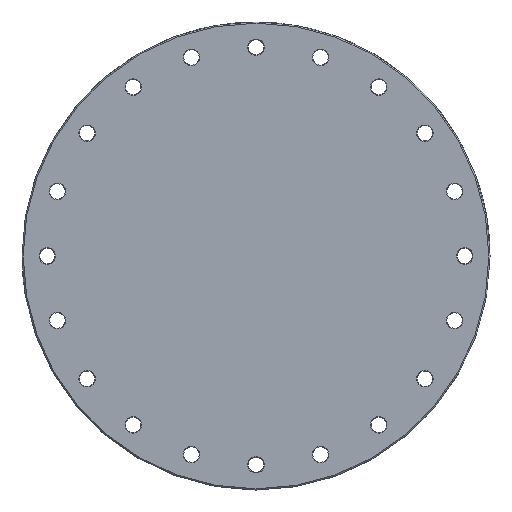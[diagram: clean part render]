
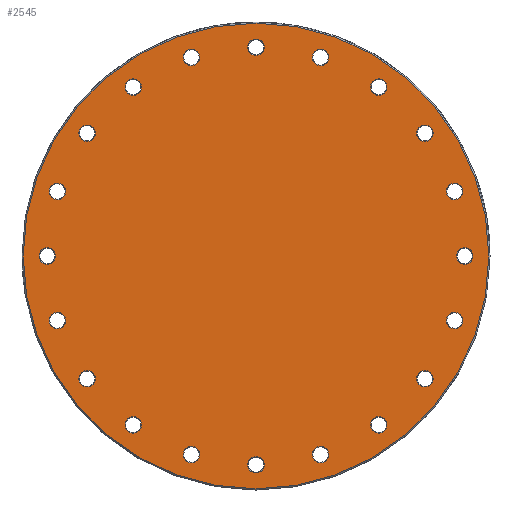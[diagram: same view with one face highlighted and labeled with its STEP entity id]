
A CAD part, front view. The second image highlights one B-rep face of the part: STEP entity #2545.
In plain terms, the highlighted planar face has unit normal (0, -1, 0).
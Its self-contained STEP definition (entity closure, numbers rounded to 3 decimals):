
#421=PLANE('',#2733);
#456=FACE_BOUND('',#739,.T.);
#457=FACE_BOUND('',#740,.T.);
#458=FACE_BOUND('',#741,.T.);
#459=FACE_BOUND('',#742,.T.);
#460=FACE_BOUND('',#743,.T.);
#461=FACE_BOUND('',#744,.T.);
#462=FACE_BOUND('',#745,.T.);
#463=FACE_BOUND('',#746,.T.);
#464=FACE_BOUND('',#747,.T.);
#465=FACE_BOUND('',#748,.T.);
#466=FACE_BOUND('',#749,.T.);
#467=FACE_BOUND('',#750,.T.);
#468=FACE_BOUND('',#751,.T.);
#469=FACE_BOUND('',#752,.T.);
#470=FACE_BOUND('',#753,.T.);
#471=FACE_BOUND('',#754,.T.);
#472=FACE_BOUND('',#755,.T.);
#473=FACE_BOUND('',#756,.T.);
#474=FACE_BOUND('',#757,.T.);
#475=FACE_BOUND('',#758,.T.);
#571=FACE_OUTER_BOUND('',#738,.T.);
#738=EDGE_LOOP('',(#1791));
#739=EDGE_LOOP('',(#1792));
#740=EDGE_LOOP('',(#1793));
#741=EDGE_LOOP('',(#1794));
#742=EDGE_LOOP('',(#1795));
#743=EDGE_LOOP('',(#1796));
#744=EDGE_LOOP('',(#1797));
#745=EDGE_LOOP('',(#1798));
#746=EDGE_LOOP('',(#1799));
#747=EDGE_LOOP('',(#1800));
#748=EDGE_LOOP('',(#1801));
#749=EDGE_LOOP('',(#1802));
#750=EDGE_LOOP('',(#1803));
#751=EDGE_LOOP('',(#1804));
#752=EDGE_LOOP('',(#1805));
#753=EDGE_LOOP('',(#1806));
#754=EDGE_LOOP('',(#1807));
#755=EDGE_LOOP('',(#1808));
#756=EDGE_LOOP('',(#1809));
#757=EDGE_LOOP('',(#1810));
#758=EDGE_LOOP('',(#1811));
#1017=CIRCLE('',#2731,101.);
#1019=CIRCLE('',#2734,3.574);
#1020=CIRCLE('',#2735,3.574);
#1021=CIRCLE('',#2736,3.574);
#1022=CIRCLE('',#2737,3.574);
#1023=CIRCLE('',#2738,3.574);
#1024=CIRCLE('',#2739,3.574);
#1025=CIRCLE('',#2740,3.574);
#1026=CIRCLE('',#2741,3.574);
#1027=CIRCLE('',#2742,3.574);
#1028=CIRCLE('',#2743,3.574);
#1029=CIRCLE('',#2744,3.574);
#1030=CIRCLE('',#2745,3.574);
#1031=CIRCLE('',#2746,3.574);
#1032=CIRCLE('',#2747,3.574);
#1033=CIRCLE('',#2748,3.574);
#1034=CIRCLE('',#2749,3.574);
#1035=CIRCLE('',#2750,3.574);
#1036=CIRCLE('',#2751,3.574);
#1037=CIRCLE('',#2752,3.574);
#1038=CIRCLE('',#2753,3.573);
#1168=VERTEX_POINT('',#3641);
#1170=VERTEX_POINT('',#3646);
#1171=VERTEX_POINT('',#3648);
#1172=VERTEX_POINT('',#3650);
#1173=VERTEX_POINT('',#3652);
#1174=VERTEX_POINT('',#3654);
#1175=VERTEX_POINT('',#3656);
#1176=VERTEX_POINT('',#3658);
#1177=VERTEX_POINT('',#3660);
#1178=VERTEX_POINT('',#3662);
#1179=VERTEX_POINT('',#3664);
#1180=VERTEX_POINT('',#3666);
#1181=VERTEX_POINT('',#3668);
#1182=VERTEX_POINT('',#3670);
#1183=VERTEX_POINT('',#3672);
#1184=VERTEX_POINT('',#3674);
#1185=VERTEX_POINT('',#3676);
#1186=VERTEX_POINT('',#3678);
#1187=VERTEX_POINT('',#3680);
#1188=VERTEX_POINT('',#3682);
#1189=VERTEX_POINT('',#3684);
#1434=EDGE_CURVE('',#1168,#1168,#1017,.T.);
#1436=EDGE_CURVE('',#1170,#1170,#1019,.T.);
#1437=EDGE_CURVE('',#1171,#1171,#1020,.T.);
#1438=EDGE_CURVE('',#1172,#1172,#1021,.T.);
#1439=EDGE_CURVE('',#1173,#1173,#1022,.T.);
#1440=EDGE_CURVE('',#1174,#1174,#1023,.T.);
#1441=EDGE_CURVE('',#1175,#1175,#1024,.T.);
#1442=EDGE_CURVE('',#1176,#1176,#1025,.T.);
#1443=EDGE_CURVE('',#1177,#1177,#1026,.T.);
#1444=EDGE_CURVE('',#1178,#1178,#1027,.T.);
#1445=EDGE_CURVE('',#1179,#1179,#1028,.T.);
#1446=EDGE_CURVE('',#1180,#1180,#1029,.T.);
#1447=EDGE_CURVE('',#1181,#1181,#1030,.T.);
#1448=EDGE_CURVE('',#1182,#1182,#1031,.T.);
#1449=EDGE_CURVE('',#1183,#1183,#1032,.T.);
#1450=EDGE_CURVE('',#1184,#1184,#1033,.T.);
#1451=EDGE_CURVE('',#1185,#1185,#1034,.T.);
#1452=EDGE_CURVE('',#1186,#1186,#1035,.T.);
#1453=EDGE_CURVE('',#1187,#1187,#1036,.T.);
#1454=EDGE_CURVE('',#1188,#1188,#1037,.T.);
#1455=EDGE_CURVE('',#1189,#1189,#1038,.T.);
#1791=ORIENTED_EDGE('',*,*,#1434,.F.);
#1792=ORIENTED_EDGE('',*,*,#1436,.F.);
#1793=ORIENTED_EDGE('',*,*,#1437,.F.);
#1794=ORIENTED_EDGE('',*,*,#1438,.F.);
#1795=ORIENTED_EDGE('',*,*,#1439,.F.);
#1796=ORIENTED_EDGE('',*,*,#1440,.F.);
#1797=ORIENTED_EDGE('',*,*,#1441,.F.);
#1798=ORIENTED_EDGE('',*,*,#1442,.F.);
#1799=ORIENTED_EDGE('',*,*,#1443,.F.);
#1800=ORIENTED_EDGE('',*,*,#1444,.F.);
#1801=ORIENTED_EDGE('',*,*,#1445,.F.);
#1802=ORIENTED_EDGE('',*,*,#1446,.F.);
#1803=ORIENTED_EDGE('',*,*,#1447,.F.);
#1804=ORIENTED_EDGE('',*,*,#1448,.F.);
#1805=ORIENTED_EDGE('',*,*,#1449,.F.);
#1806=ORIENTED_EDGE('',*,*,#1450,.F.);
#1807=ORIENTED_EDGE('',*,*,#1451,.F.);
#1808=ORIENTED_EDGE('',*,*,#1452,.F.);
#1809=ORIENTED_EDGE('',*,*,#1453,.F.);
#1810=ORIENTED_EDGE('',*,*,#1454,.F.);
#1811=ORIENTED_EDGE('',*,*,#1455,.F.);
#2545=ADVANCED_FACE('',(#571,#456,#457,#458,#459,#460,#461,#462,#463,#464,
#465,#466,#467,#468,#469,#470,#471,#472,#473,#474,#475),#421,.T.);
#2731=AXIS2_PLACEMENT_3D('',#3642,#2998,#2999);
#2733=AXIS2_PLACEMENT_3D('',#3645,#3002,#3003);
#2734=AXIS2_PLACEMENT_3D('',#3647,#3004,#3005);
#2735=AXIS2_PLACEMENT_3D('',#3649,#3006,#3007);
#2736=AXIS2_PLACEMENT_3D('',#3651,#3008,#3009);
#2737=AXIS2_PLACEMENT_3D('',#3653,#3010,#3011);
#2738=AXIS2_PLACEMENT_3D('',#3655,#3012,#3013);
#2739=AXIS2_PLACEMENT_3D('',#3657,#3014,#3015);
#2740=AXIS2_PLACEMENT_3D('',#3659,#3016,#3017);
#2741=AXIS2_PLACEMENT_3D('',#3661,#3018,#3019);
#2742=AXIS2_PLACEMENT_3D('',#3663,#3020,#3021);
#2743=AXIS2_PLACEMENT_3D('',#3665,#3022,#3023);
#2744=AXIS2_PLACEMENT_3D('',#3667,#3024,#3025);
#2745=AXIS2_PLACEMENT_3D('',#3669,#3026,#3027);
#2746=AXIS2_PLACEMENT_3D('',#3671,#3028,#3029);
#2747=AXIS2_PLACEMENT_3D('',#3673,#3030,#3031);
#2748=AXIS2_PLACEMENT_3D('',#3675,#3032,#3033);
#2749=AXIS2_PLACEMENT_3D('',#3677,#3034,#3035);
#2750=AXIS2_PLACEMENT_3D('',#3679,#3036,#3037);
#2751=AXIS2_PLACEMENT_3D('',#3681,#3038,#3039);
#2752=AXIS2_PLACEMENT_3D('',#3683,#3040,#3041);
#2753=AXIS2_PLACEMENT_3D('',#3685,#3042,#3043);
#2998=DIRECTION('center_axis',(0.,1.,0.));
#2999=DIRECTION('ref_axis',(1.,0.,0.));
#3002=DIRECTION('center_axis',(0.,-1.,0.));
#3003=DIRECTION('ref_axis',(0.,0.,-1.));
#3004=DIRECTION('center_axis',(0.,-1.,0.));
#3005=DIRECTION('ref_axis',(0.951,0.,0.309));
#3006=DIRECTION('center_axis',(0.,-1.,0.));
#3007=DIRECTION('ref_axis',(0.588,0.,0.809));
#3008=DIRECTION('center_axis',(0.,-1.,0.));
#3009=DIRECTION('ref_axis',(0.,0.,1.));
#3010=DIRECTION('center_axis',(0.,-1.,0.));
#3011=DIRECTION('ref_axis',(-0.588,0.,0.809));
#3012=DIRECTION('center_axis',(0.,-1.,0.));
#3013=DIRECTION('ref_axis',(-0.951,0.,0.309));
#3014=DIRECTION('center_axis',(0.,-1.,0.));
#3015=DIRECTION('ref_axis',(-0.951,0.,-0.309));
#3016=DIRECTION('center_axis',(0.,-1.,0.));
#3017=DIRECTION('ref_axis',(-0.588,0.,-0.809));
#3018=DIRECTION('center_axis',(0.,-1.,0.));
#3019=DIRECTION('ref_axis',(0.,0.,-1.));
#3020=DIRECTION('center_axis',(0.,-1.,0.));
#3021=DIRECTION('ref_axis',(0.588,0.,-0.809));
#3022=DIRECTION('center_axis',(0.,-1.,0.));
#3023=DIRECTION('ref_axis',(0.951,0.,-0.309));
#3024=DIRECTION('center_axis',(0.,-1.,0.));
#3025=DIRECTION('ref_axis',(1.,0.,0.));
#3026=DIRECTION('center_axis',(0.,-1.,0.));
#3027=DIRECTION('ref_axis',(0.809,0.,-0.588));
#3028=DIRECTION('center_axis',(0.,-1.,0.));
#3029=DIRECTION('ref_axis',(0.309,0.,-0.951));
#3030=DIRECTION('center_axis',(0.,-1.,0.));
#3031=DIRECTION('ref_axis',(-0.309,0.,-0.951));
#3032=DIRECTION('center_axis',(0.,-1.,0.));
#3033=DIRECTION('ref_axis',(-0.809,0.,-0.588));
#3034=DIRECTION('center_axis',(0.,-1.,0.));
#3035=DIRECTION('ref_axis',(-1.,0.,0.));
#3036=DIRECTION('center_axis',(0.,-1.,0.));
#3037=DIRECTION('ref_axis',(-0.809,0.,0.588));
#3038=DIRECTION('center_axis',(0.,-1.,0.));
#3039=DIRECTION('ref_axis',(-0.309,0.,0.951));
#3040=DIRECTION('center_axis',(0.,-1.,0.));
#3041=DIRECTION('ref_axis',(0.309,0.,0.951));
#3042=DIRECTION('center_axis',(0.,-1.,0.));
#3043=DIRECTION('ref_axis',(0.809,0.,0.588));
#3641=CARTESIAN_POINT('',(-101.,0.,0.));
#3642=CARTESIAN_POINT('Origin',(0.,0.,0.));
#3645=CARTESIAN_POINT('Origin',(-101.5,0.,0.));
#3646=CARTESIAN_POINT('',(24.583,0.,-87.222));
#3647=CARTESIAN_POINT('Origin',(27.981,0.,-86.118));
#3648=CARTESIAN_POINT('',(71.156,0.,-56.115));
#3649=CARTESIAN_POINT('Origin',(73.256,0.,-53.224));
#3650=CARTESIAN_POINT('',(90.55,0.,-3.573));
#3651=CARTESIAN_POINT('Origin',(90.55,0.,0.));
#3652=CARTESIAN_POINT('',(75.357,0.,50.333));
#3653=CARTESIAN_POINT('Origin',(73.256,0.,53.224));
#3654=CARTESIAN_POINT('',(31.38,0.,85.014));
#3655=CARTESIAN_POINT('Origin',(27.981,0.,86.118));
#3656=CARTESIAN_POINT('',(-24.583,0.,87.222));
#3657=CARTESIAN_POINT('Origin',(-27.981,0.,86.118));
#3658=CARTESIAN_POINT('',(-71.156,0.,56.115));
#3659=CARTESIAN_POINT('Origin',(-73.256,0.,53.224));
#3660=CARTESIAN_POINT('',(-90.55,0.,3.574));
#3661=CARTESIAN_POINT('Origin',(-90.55,0.,0.));
#3662=CARTESIAN_POINT('',(-75.357,0.,-50.333));
#3663=CARTESIAN_POINT('Origin',(-73.256,0.,-53.224));
#3664=CARTESIAN_POINT('',(-31.38,0.,-85.014));
#3665=CARTESIAN_POINT('Origin',(-27.981,0.,-86.118));
#3666=CARTESIAN_POINT('',(-3.574,0.,-90.55));
#3667=CARTESIAN_POINT('Origin',(0.,0.,-90.55));
#3668=CARTESIAN_POINT('',(-56.115,0.,-71.156));
#3669=CARTESIAN_POINT('Origin',(-53.224,0.,-73.256));
#3670=CARTESIAN_POINT('',(-87.222,0.,-24.583));
#3671=CARTESIAN_POINT('Origin',(-86.118,0.,-27.981));
#3672=CARTESIAN_POINT('',(-85.014,0.,31.38));
#3673=CARTESIAN_POINT('Origin',(-86.118,0.,27.981));
#3674=CARTESIAN_POINT('',(-50.333,0.,75.357));
#3675=CARTESIAN_POINT('Origin',(-53.224,0.,73.256));
#3676=CARTESIAN_POINT('',(3.573,0.,90.55));
#3677=CARTESIAN_POINT('Origin',(0.,0.,90.55));
#3678=CARTESIAN_POINT('',(56.115,0.,71.156));
#3679=CARTESIAN_POINT('Origin',(53.224,0.,73.256));
#3680=CARTESIAN_POINT('',(87.222,0.,24.583));
#3681=CARTESIAN_POINT('Origin',(86.118,0.,27.981));
#3682=CARTESIAN_POINT('',(85.014,0.,-31.38));
#3683=CARTESIAN_POINT('Origin',(86.118,0.,-27.981));
#3684=CARTESIAN_POINT('',(50.333,0.,-75.357));
#3685=CARTESIAN_POINT('Origin',(53.224,0.,-73.256));
